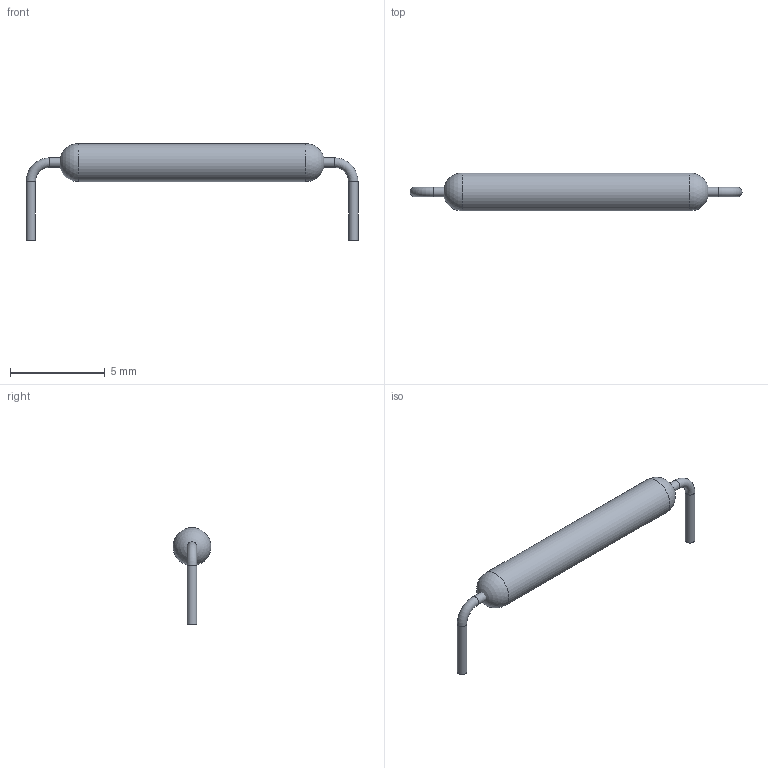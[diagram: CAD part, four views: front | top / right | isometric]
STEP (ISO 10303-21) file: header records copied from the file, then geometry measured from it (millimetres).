
FILE_DESCRIPTION(('FreeCAD Model'),'2;1');
FILE_NAME('Open CASCADE Shape Model','2025-05-12T09:39:11',(''),(''), 'Open CASCADE STEP processor 7.8','FreeCAD','Unknown');
FILE_SCHEMA(('AUTOMOTIVE_DESIGN { 1 0 10303 214 1 1 1 1 }'));
Length unit declared in the file: millimetre
Products named in the file (3): Reed 14x2mm; Body_Glass; Body_Wires
Assembly tree (2 placements, depth 2):
  Reed 14x2mm
    Body_Glass
    Body_Wires
Bounding box: 17.5 x 2 x 5.1 mm (x, y, z)
Volume: 46.7 mm3; surface area: 126.6 mm2
Topology: 2 solids, 2 shells, 10 faces, 18 edges, 10 vertices
Faces by surface type: cylinder 4, sphere 2, torus 2, plane 2
Full cylindrical faces by diameter (mm): 0.5 x3, 2 x1
Entity records: 302 total; most frequent: DIRECTION 53, CARTESIAN_POINT 40, ORIENTED_EDGE 32, AXIS2_PLACEMENT_3D 25, EDGE_CURVE 16, CIRCLE 12, ADVANCED_FACE 10, FACE_BOUND 10
